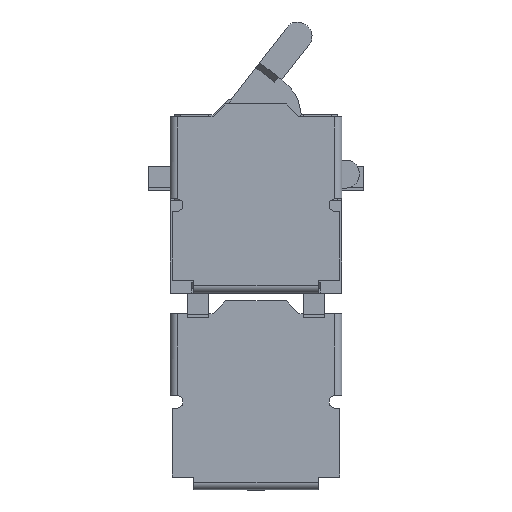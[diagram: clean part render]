
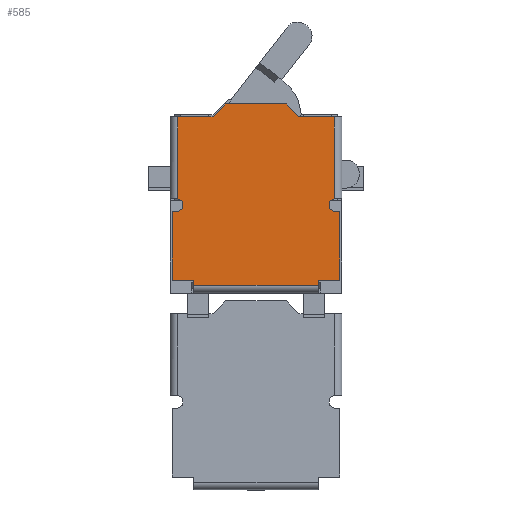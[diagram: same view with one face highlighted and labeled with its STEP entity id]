
A CAD part, top view. The second image highlights one B-rep face of the part: STEP entity #585.
In plain terms, the highlighted planar face has unit normal (0, 0, 1).
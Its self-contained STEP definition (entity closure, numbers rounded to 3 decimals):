
#585 = ADVANCED_FACE( '', ( #1145 ), #1146, .F. );
#1145 = FACE_OUTER_BOUND( '', #1708, .T. );
#1146 = PLANE( '', #1709 );
#1708 = EDGE_LOOP( '', ( #3238, #3239, #3240, #3241, #3242, #3243, #3244, #3245, #3246, #3247, #3248, #3249, #3250, #3251, #3252, #3253, #3254, #3255 ) );
#1709 = AXIS2_PLACEMENT_3D( '', #3256, #3257, #3258 );
#3238 = ORIENTED_EDGE( '', *, *, #3504, .F. );
#3239 = ORIENTED_EDGE( '', *, *, #3791, .T. );
#3240 = ORIENTED_EDGE( '', *, *, #3823, .F. );
#3241 = ORIENTED_EDGE( '', *, *, #3794, .F. );
#3242 = ORIENTED_EDGE( '', *, *, #3871, .F. );
#3243 = ORIENTED_EDGE( '', *, *, #3536, .T. );
#3244 = ORIENTED_EDGE( '', *, *, #3384, .T. );
#3245 = ORIENTED_EDGE( '', *, *, #3886, .F. );
#3246 = ORIENTED_EDGE( '', *, *, #3897, .T. );
#3247 = ORIENTED_EDGE( '', *, *, #3554, .T. );
#3248 = ORIENTED_EDGE( '', *, *, #3527, .T. );
#3249 = ORIENTED_EDGE( '', *, *, #3819, .F. );
#3250 = ORIENTED_EDGE( '', *, *, #3644, .F. );
#3251 = ORIENTED_EDGE( '', *, *, #3695, .T. );
#3252 = ORIENTED_EDGE( '', *, *, #3597, .T. );
#3253 = ORIENTED_EDGE( '', *, *, #3424, .T. );
#3254 = ORIENTED_EDGE( '', *, *, #3732, .F. );
#3255 = ORIENTED_EDGE( '', *, *, #3602, .F. );
#3256 = CARTESIAN_POINT( '', ( 5.1, -6.973, 0. ) );
#3257 = DIRECTION( '', ( 0., 0., -1. ) );
#3258 = DIRECTION( '', ( -1., 0., 0. ) );
#3384 = EDGE_CURVE( '', #4052, #4053, #4054, .T. );
#3424 = EDGE_CURVE( '', #4122, #4123, #4124, .T. );
#3504 = EDGE_CURVE( '', #4258, #4260, #4261, .T. );
#3527 = EDGE_CURVE( '', #4298, #4299, #4300, .T. );
#3536 = EDGE_CURVE( '', #4313, #4052, #4314, .T. );
#3554 = EDGE_CURVE( '', #4343, #4298, #4344, .T. );
#3597 = EDGE_CURVE( '', #4411, #4122, #4412, .T. );
#3602 = EDGE_CURVE( '', #4260, #4417, #4418, .T. );
#3644 = EDGE_CURVE( '', #4477, #4478, #4479, .T. );
#3695 = EDGE_CURVE( '', #4477, #4411, #4552, .F. );
#3732 = EDGE_CURVE( '', #4417, #4123, #4600, .T. );
#3791 = EDGE_CURVE( '', #4258, #4679, #4682, .F. );
#3794 = EDGE_CURVE( '', #4685, #4686, #4687, .T. );
#3819 = EDGE_CURVE( '', #4478, #4299, #4718, .T. );
#3823 = EDGE_CURVE( '', #4686, #4679, #4722, .T. );
#3871 = EDGE_CURVE( '', #4313, #4685, #4777, .T. );
#3886 = EDGE_CURVE( '', #4794, #4053, #4796, .F. );
#3897 = EDGE_CURVE( '', #4794, #4343, #4808, .T. );
#4052 = VERTEX_POINT( '', #5016 );
#4053 = VERTEX_POINT( '', #5017 );
#4054 = LINE( '', #5018, #5019 );
#4122 = VERTEX_POINT( '', #5112 );
#4123 = VERTEX_POINT( '', #5113 );
#4124 = LINE( '', #5114, #5115 );
#4258 = VERTEX_POINT( '', #5308 );
#4260 = VERTEX_POINT( '', #5313 );
#4261 = CIRCLE( '', #5314, 0.15 );
#4298 = VERTEX_POINT( '', #5368 );
#4299 = VERTEX_POINT( '', #5369 );
#4300 = LINE( '', #5370, #5371 );
#4313 = VERTEX_POINT( '', #5390 );
#4314 = LINE( '', #5391, #5392 );
#4343 = VERTEX_POINT( '', #5432 );
#4344 = LINE( '', #5433, #5434 );
#4411 = VERTEX_POINT( '', #5535 );
#4412 = LINE( '', #5536, #5537 );
#4417 = VERTEX_POINT( '', #5544 );
#4418 = LINE( '', #5545, #5546 );
#4477 = VERTEX_POINT( '', #5632 );
#4478 = VERTEX_POINT( '', #5633 );
#4479 = LINE( '', #5634, #5635 );
#4552 = LINE( '', #5743, #5744 );
#4600 = LINE( '', #5813, #5814 );
#4679 = VERTEX_POINT( '', #5930 );
#4682 = LINE( '', #5933, #5934 );
#4685 = VERTEX_POINT( '', #5938 );
#4686 = VERTEX_POINT( '', #5939 );
#4687 = LINE( '', #5940, #5941 );
#4718 = LINE( '', #5987, #5988 );
#4722 = LINE( '', #5993, #5994 );
#4777 = LINE( '', #6073, #6074 );
#4794 = VERTEX_POINT( '', #6098 );
#4796 = LINE( '', #6103, #6104 );
#4808 = CIRCLE( '', #6125, 0.15 );
#5016 = CARTESIAN_POINT( '', ( -1., -2.873, 0. ) );
#5017 = CARTESIAN_POINT( '', ( -1.82, -2.873, 0. ) );
#5018 = CARTESIAN_POINT( '', ( -1., -2.873, 0. ) );
#5019 = VECTOR( '', #6236, 1000. );
#5112 = CARTESIAN_POINT( '', ( 1.45, -6.673, 0. ) );
#5113 = CARTESIAN_POINT( '', ( 1.95, -6.673, 0. ) );
#5114 = CARTESIAN_POINT( '', ( 1.45, -6.673, 0. ) );
#5115 = VECTOR( '', #6283, 1000. );
#5308 = CARTESIAN_POINT( '', ( 1.82, -4.776, 0. ) );
#5313 = CARTESIAN_POINT( '', ( 1.85, -5.073, 0. ) );
#5314 = AXIS2_PLACEMENT_3D( '', #6361, #6362, #6363 );
#5368 = CARTESIAN_POINT( '', ( -1.95, -5.073, 0. ) );
#5369 = CARTESIAN_POINT( '', ( -1.95, -6.673, 0. ) );
#5370 = CARTESIAN_POINT( '', ( -1.95, -6.973, 0. ) );
#5371 = VECTOR( '', #6384, 1000. );
#5390 = CARTESIAN_POINT( '', ( -0.7, -2.573, 0. ) );
#5391 = CARTESIAN_POINT( '', ( -0.7, -2.573, 0. ) );
#5392 = VECTOR( '', #6391, 1000. );
#5432 = CARTESIAN_POINT( '', ( -1.85, -5.073, 0. ) );
#5433 = CARTESIAN_POINT( '', ( -1.85, -5.073, 0. ) );
#5434 = VECTOR( '', #6409, 1000. );
#5535 = CARTESIAN_POINT( '', ( 1.45, -6.793, 0. ) );
#5536 = CARTESIAN_POINT( '', ( 1.45, -6.973, 0. ) );
#5537 = VECTOR( '', #6444, 1000. );
#5544 = CARTESIAN_POINT( '', ( 1.95, -5.073, 0. ) );
#5545 = CARTESIAN_POINT( '', ( 1.85, -5.073, 0. ) );
#5546 = VECTOR( '', #6450, 1000. );
#5632 = CARTESIAN_POINT( '', ( -1.45, -6.793, 0. ) );
#5633 = CARTESIAN_POINT( '', ( -1.45, -6.673, 0. ) );
#5634 = CARTESIAN_POINT( '', ( -1.45, -6.973, 0. ) );
#5635 = VECTOR( '', #6487, 1000. );
#5743 = CARTESIAN_POINT( '', ( 5.1, -6.793, 0. ) );
#5744 = VECTOR( '', #6538, 1000. );
#5813 = CARTESIAN_POINT( '', ( 1.95, -6.973, 0. ) );
#5814 = VECTOR( '', #6566, 1000. );
#5930 = CARTESIAN_POINT( '', ( 1.82, -2.873, 0. ) );
#5933 = CARTESIAN_POINT( '', ( 1.82, -6.973, 0. ) );
#5934 = VECTOR( '', #6616, 1000. );
#5938 = CARTESIAN_POINT( '', ( 0.7, -2.573, 0. ) );
#5939 = CARTESIAN_POINT( '', ( 1., -2.873, 0. ) );
#5940 = CARTESIAN_POINT( '', ( 0.7, -2.573, 0. ) );
#5941 = VECTOR( '', #6618, 1000. );
#5987 = CARTESIAN_POINT( '', ( -1.45, -6.673, 0. ) );
#5988 = VECTOR( '', #6640, 1000. );
#5993 = CARTESIAN_POINT( '', ( 1., -2.873, 0. ) );
#5994 = VECTOR( '', #6642, 1000. );
#6073 = CARTESIAN_POINT( '', ( 0., -2.573, 0. ) );
#6074 = VECTOR( '', #6670, 1000. );
#6098 = CARTESIAN_POINT( '', ( -1.82, -4.776, 0. ) );
#6103 = CARTESIAN_POINT( '', ( -1.82, -6.973, 0. ) );
#6104 = VECTOR( '', #6681, 1000. );
#6125 = AXIS2_PLACEMENT_3D( '', #6688, #6689, #6690 );
#6236 = DIRECTION( '', ( -1., 0., 0. ) );
#6283 = DIRECTION( '', ( 1., 0., 0. ) );
#6361 = CARTESIAN_POINT( '', ( 1.85, -4.923, 0. ) );
#6362 = DIRECTION( '', ( 0., 0., 1. ) );
#6363 = DIRECTION( '', ( 0., 1., 0. ) );
#6384 = DIRECTION( '', ( 0., -1., 0. ) );
#6391 = DIRECTION( '', ( -0.707, -0.707, 0. ) );
#6409 = DIRECTION( '', ( -1., 0., 0. ) );
#6444 = DIRECTION( '', ( 0., 1., 0. ) );
#6450 = DIRECTION( '', ( 1., 0., 0. ) );
#6487 = DIRECTION( '', ( 0., 1., 0. ) );
#6538 = DIRECTION( '', ( -1., 0., 0. ) );
#6566 = DIRECTION( '', ( 0., -1., 0. ) );
#6616 = DIRECTION( '', ( 0., -1., 0. ) );
#6618 = DIRECTION( '', ( 0.707, -0.707, 0. ) );
#6640 = DIRECTION( '', ( -1., 0., 0. ) );
#6642 = DIRECTION( '', ( 1., 0., 0. ) );
#6670 = DIRECTION( '', ( 1., 0., 0. ) );
#6681 = DIRECTION( '', ( 0., -1., 0. ) );
#6688 = CARTESIAN_POINT( '', ( -1.85, -4.923, 0. ) );
#6689 = DIRECTION( '', ( 0., 0., -1. ) );
#6690 = DIRECTION( '', ( 0., 1., 0. ) );
